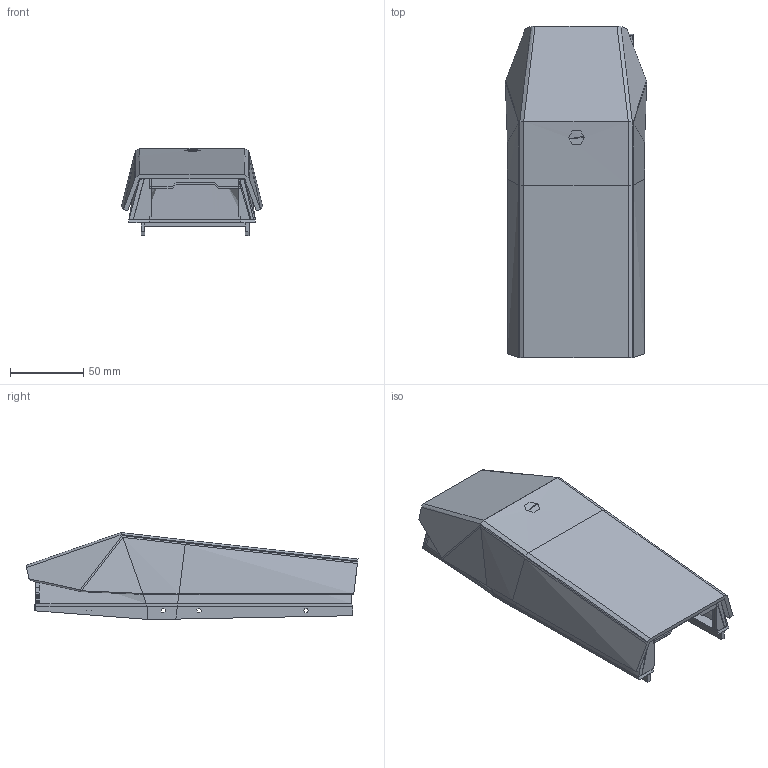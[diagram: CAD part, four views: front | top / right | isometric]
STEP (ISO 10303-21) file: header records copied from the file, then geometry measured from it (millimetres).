
FILE_DESCRIPTION(/* description */ (''),/* implementation_level */ '2;1');
FILE_NAME(/* name */ '5月14号单摄壳',/* time_stamp */ '2025-05-14T11:41:21+08:00',/* author */ (''),/* organization */ (''),/* preprocessor_version */ 'ST-DEVELOPER v19.2',/* originating_system */ 'Rhino 8.8',/* authorisation */ '');
FILE_SCHEMA (('CONFIG_CONTROL_DESIGN'));
Length unit declared in the file: millimetre
Products named in the file (1): Document
Bounding box: 96.63 x 226.91 x 59.67 mm (x, y, z)
Volume: 162284.5 mm3; surface area: 134513.1 mm2
Topology: 31 solids, 31 shells, 380 faces, 934 edges, 615 vertices
Faces by surface type: plane 274, bspline 68, cylinder 38
Entity records: 35576 total; most frequent: CARTESIAN_POINT 28822, ORIENTED_EDGE 1856, EDGE_CURVE 928, B_SPLINE_CURVE_WITH_KNOTS 845, VERTEX_POINT 611, EDGE_LOOP 399, DIRECTION 393, ADVANCED_FACE 380
